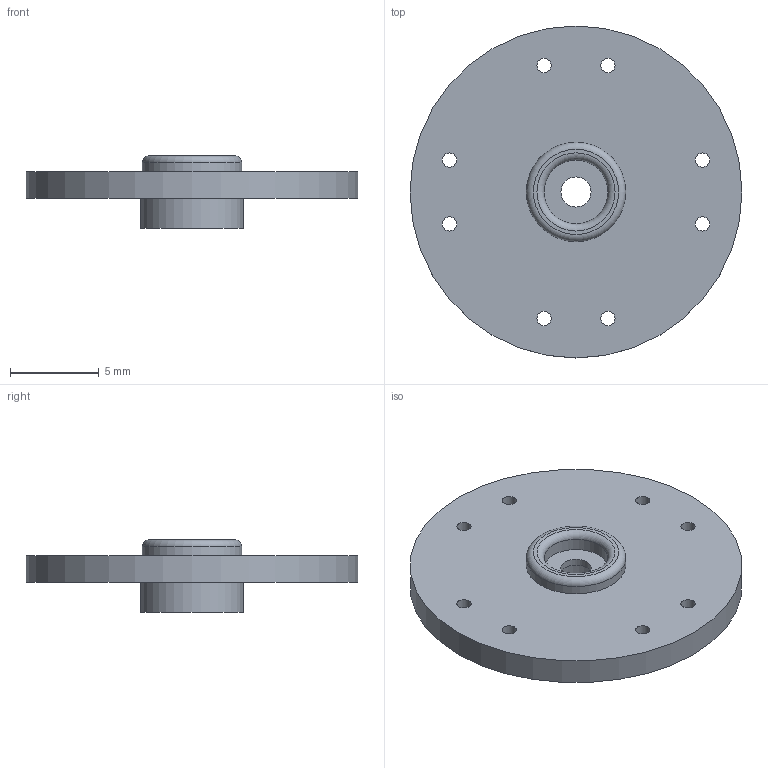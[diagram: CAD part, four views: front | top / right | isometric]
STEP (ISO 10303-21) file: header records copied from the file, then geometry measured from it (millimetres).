
FILE_DESCRIPTION(('FreeCAD Model'),'2;1');
FILE_NAME('servo-rounded-horn.step','2015-01-11T09:44:26',( 'FreeCAD'),('FreeCAD'),'Open CASCADE STEP processor 6.7','FreeCAD', 'Unknown');
FILE_SCHEMA(('AUTOMOTIVE_DESIGN_CC2 { 1 2 10303 214 -1 1 5 4 }'));
Length unit declared in the file: millimetre
Products named in the file (1): shaft-drill
Bounding box: 18.7 x 18.7 x 4.1 mm (x, y, z)
Volume: 436.3 mm3; surface area: 739.2 mm2
Topology: 1 solids, 1 shells, 22 faces, 46 edges, 30 vertices
Faces by surface type: cylinder 14, plane 6, torus 2
Full cylindrical faces by diameter (mm): 0.8 x8, 1.7 x1, 3.4 x1, 3.6 x1, 5.6 x1, 5.8 x1, 18.7 x1
Entity records: 1335 total; most frequent: CARTESIAN_POINT 351, DIRECTION 186, ORIENTED_EDGE 92, PCURVE 92, DEFINITIONAL_REPRESENTATION 92, LINE 74, VECTOR 74, AXIS2_PLACEMENT_3D 55
